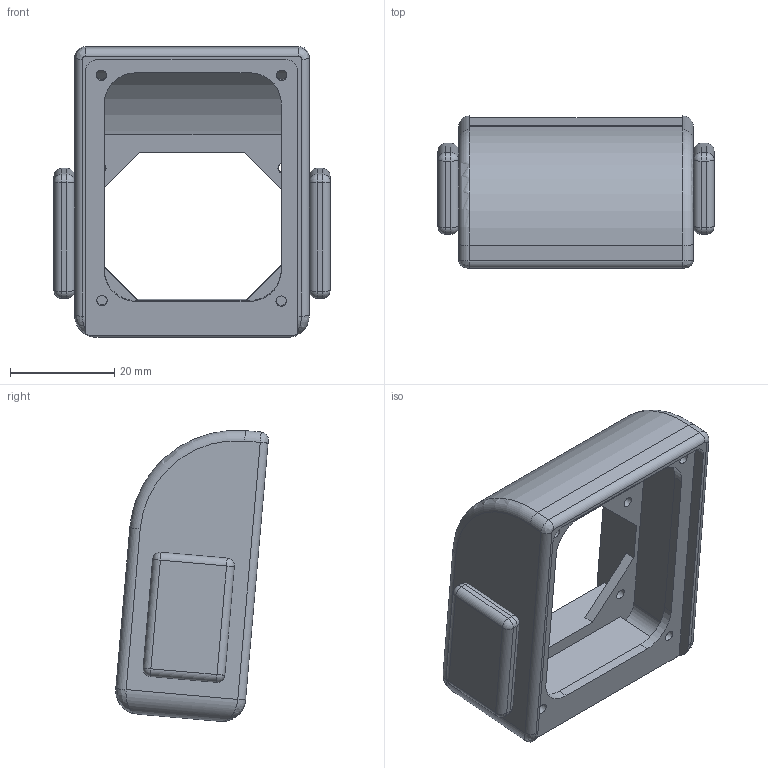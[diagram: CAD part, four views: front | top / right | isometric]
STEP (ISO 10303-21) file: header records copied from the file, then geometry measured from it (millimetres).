
FILE_DESCRIPTION(/* description */ (''),/* implementation_level */ '2;1');
FILE_NAME(/* name */ '',/* time_stamp */ '2024-06-24T22:11:39+08:00',/* author */ (''),/* organization */ (''),/* preprocessor_version */ 'ST-DEVELOPER v20',/* originating_system */ 'Autodesk Translation Framework v13.14.0.145',/* authorisation */ '');
FILE_SCHEMA (('AUTOMOTIVE_DESIGN { 1 0 10303 214 3 1 1 }'));
Length unit declared in the file: millimetre
Products named in the file (1): 身体后壳-绿荫修改版
Bounding box: 53 x 29.27 x 55.81 mm (x, y, z)
Volume: 13774.6 mm3; surface area: 14081.6 mm2
Topology: 1 solids, 3 shells, 154 faces, 398 edges, 249 vertices
Faces by surface type: cylinder 66, plane 56, sphere 16, bspline 12, torus 4
Full cylindrical faces by diameter (mm): 2 x8
Entity records: 5063 total; most frequent: CARTESIAN_POINT 1183, DIRECTION 802, ORIENTED_EDGE 788, EDGE_CURVE 394, AXIS2_PLACEMENT_3D 300, VERTEX_POINT 249, LINE 202, VECTOR 202
